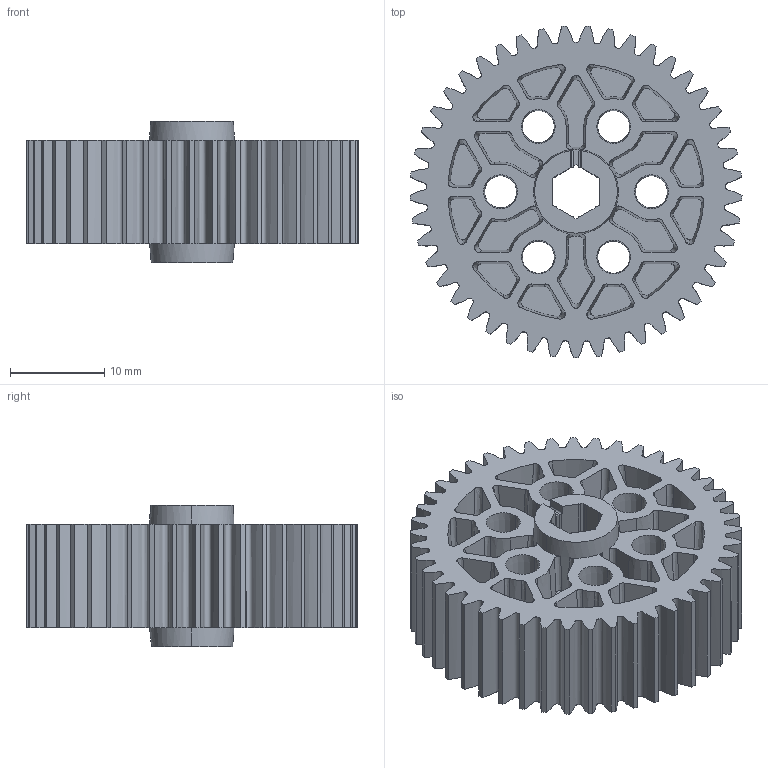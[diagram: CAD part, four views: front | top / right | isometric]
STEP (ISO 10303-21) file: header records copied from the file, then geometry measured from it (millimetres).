
FILE_DESCRIPTION (( 'STEP AP203' ), '1' );
FILE_NAME ('REV-41-1334_Default.step', '2016-09-04T21:42:11', ( '' ), ( '' ), 'SwSTEP 2.0', 'SolidWorks 2015', '' );
FILE_SCHEMA (( 'CONFIG_CONTROL_DESIGN' ));
Length unit declared in the file: inch
Products named in the file (1): REV-41-1334_Default
Bounding box: 35.24 x 35.22 x 15 mm (x, y, z)
Volume: 6998.3 mm3; surface area: 7055.3 mm2
Topology: 1 solids, 1 shells, 532 faces, 1506 edges, 1000 vertices
Faces by surface type: bspline 189, plane 160, cone 98, cylinder 85
Entity records: 29520 total; most frequent: CARTESIAN_POINT 17295, ORIENTED_EDGE 3012, DIRECTION 1819, EDGE_CURVE 1506, VERTEX_POINT 1000, AXIS2_PLACEMENT_3D 678, B_SPLINE_CURVE_WITH_KNOTS 663, EDGE_LOOP 570
